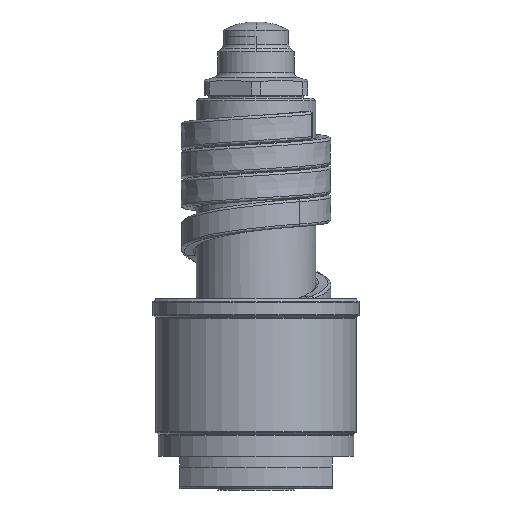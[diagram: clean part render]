
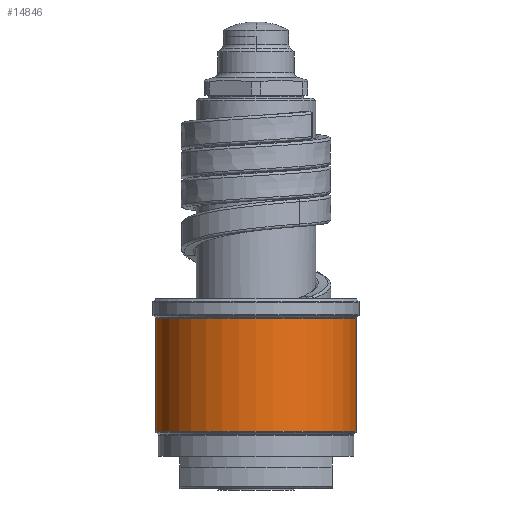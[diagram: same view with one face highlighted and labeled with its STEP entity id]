
A CAD part, front view. The second image highlights one B-rep face of the part: STEP entity #14846.
In plain terms, the highlighted cylindrical face has radius 18.5 mm (diameter 37 mm), a partial arc.
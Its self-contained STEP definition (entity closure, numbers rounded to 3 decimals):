
#5592=CARTESIAN_POINT('',(0.,0.,10.583));
#5593=DIRECTION('',(0.,0.,1.));
#5594=DIRECTION('',(-1.,0.,0.));
#5595=AXIS2_PLACEMENT_3D('',#5592,#5593,#5594);
#5597=DIRECTION('',(0.,0.,-1.));
#5598=VECTOR('',#5597,20.834);
#5599=CARTESIAN_POINT('',(-18.5,0.,31.417));
#5600=LINE('',#5599,#5598);
#5601=CARTESIAN_POINT('',(0.,0.,31.417));
#5602=DIRECTION('',(0.,0.,1.));
#5603=DIRECTION('',(-1.,0.,0.));
#5604=AXIS2_PLACEMENT_3D('',#5601,#5602,#5603);
#5606=DIRECTION('',(0.,0.,-1.));
#5607=VECTOR('',#5606,20.834);
#5608=CARTESIAN_POINT('',(18.5,0.,31.417));
#5609=LINE('',#5608,#5607);
#5946=CARTESIAN_POINT('',(18.5,0.,31.417));
#5947=CARTESIAN_POINT('',(-18.5,0.,31.417));
#5948=VERTEX_POINT('',#5946);
#5949=VERTEX_POINT('',#5947);
#5972=CARTESIAN_POINT('',(18.5,0.,10.583));
#5973=VERTEX_POINT('',#5972);
#5974=CARTESIAN_POINT('',(-18.5,0.,10.583));
#5975=VERTEX_POINT('',#5974);
#14834=CARTESIAN_POINT('',(0.,0.,8.75));
#14835=DIRECTION('',(0.,0.,1.));
#14836=DIRECTION('',(-1.,0.,0.));
#14837=AXIS2_PLACEMENT_3D('',#14834,#14835,#14836);
#14838=CYLINDRICAL_SURFACE('',#14837,18.5);
#14839=ORIENTED_EDGE('',*,*,#12441,.F.);
#14840=ORIENTED_EDGE('',*,*,#12422,.F.);
#14842=ORIENTED_EDGE('',*,*,#14841,.T.);
#14843=ORIENTED_EDGE('',*,*,#12418,.T.);
#14844=EDGE_LOOP('',(#14839,#14840,#14842,#14843));
#14845=FACE_OUTER_BOUND('',#14844,.F.);
#5596=CIRCLE('',#5595,18.5);
#5605=CIRCLE('',#5604,18.5);
#12418=EDGE_CURVE('',#5948,#5973,#5609,.T.);
#12422=EDGE_CURVE('',#5949,#5975,#5600,.T.);
#12441=EDGE_CURVE('',#5975,#5973,#5596,.T.);
#14841=EDGE_CURVE('',#5949,#5948,#5605,.T.);
#14846=ADVANCED_FACE('',(#14845),#14838,.T.);
